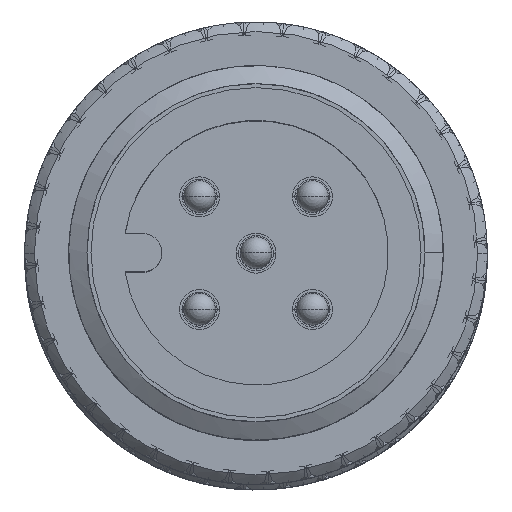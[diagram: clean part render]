
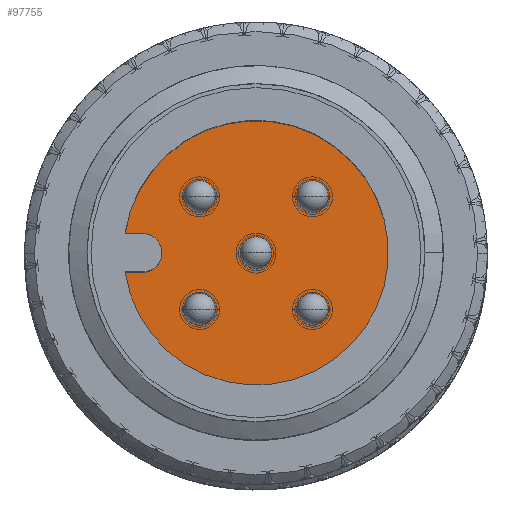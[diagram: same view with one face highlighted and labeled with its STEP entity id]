
A CAD part, top view. The second image highlights one B-rep face of the part: STEP entity #97755.
In plain terms, the highlighted planar face has unit normal (0, 0, 1).
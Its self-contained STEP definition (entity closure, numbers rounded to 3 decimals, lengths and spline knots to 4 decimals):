
#96714=CARTESIAN_POINT('',(0.,-3.55,-8.9));
#96715=DIRECTION('',(0.,0.,1.));
#96716=DIRECTION('',(1.,0.,0.));
#96717=AXIS2_PLACEMENT_3D('',#96714,#96715,#96716);
#96719=DIRECTION('',(0.,-1.,0.));
#96720=VECTOR('',#96719,0.5564);
#96721=CARTESIAN_POINT('',(-0.6,-3.55,-8.9));
#96722=LINE('',#96721,#96720);
#96723=DIRECTION('',(0.,1.,0.));
#96724=VECTOR('',#96723,0.5564);
#96725=CARTESIAN_POINT('',(0.6,-4.1064,-8.9));
#96726=LINE('',#96725,#96724);
#96727=CARTESIAN_POINT('',(1.7678,1.7678,-8.9));
#96728=DIRECTION('',(0.,0.,1.));
#96729=DIRECTION('',(1.,0.,0.));
#96730=AXIS2_PLACEMENT_3D('',#96727,#96728,#96729);
#96732=CARTESIAN_POINT('',(1.7678,1.7678,-8.9));
#96733=DIRECTION('',(0.,0.,1.));
#96734=DIRECTION('',(-1.,0.,0.));
#96735=AXIS2_PLACEMENT_3D('',#96732,#96733,#96734);
#96737=CARTESIAN_POINT('',(1.7678,-1.7678,-8.9));
#96738=DIRECTION('',(0.,0.,1.));
#96739=DIRECTION('',(1.,0.,0.));
#96740=AXIS2_PLACEMENT_3D('',#96737,#96738,#96739);
#96742=CARTESIAN_POINT('',(1.7678,-1.7678,-8.9));
#96743=DIRECTION('',(0.,0.,1.));
#96744=DIRECTION('',(-1.,0.,0.));
#96745=AXIS2_PLACEMENT_3D('',#96742,#96743,#96744);
#96747=CARTESIAN_POINT('',(-1.7678,-1.7678,-8.9));
#96748=DIRECTION('',(0.,0.,1.));
#96749=DIRECTION('',(1.,0.,0.));
#96750=AXIS2_PLACEMENT_3D('',#96747,#96748,#96749);
#96752=CARTESIAN_POINT('',(-1.7678,-1.7678,-8.9));
#96753=DIRECTION('',(0.,0.,1.));
#96754=DIRECTION('',(-1.,0.,0.));
#96755=AXIS2_PLACEMENT_3D('',#96752,#96753,#96754);
#96757=CARTESIAN_POINT('',(-1.7678,1.7678,-8.9));
#96758=DIRECTION('',(0.,0.,1.));
#96759=DIRECTION('',(1.,0.,0.));
#96760=AXIS2_PLACEMENT_3D('',#96757,#96758,#96759);
#96762=CARTESIAN_POINT('',(-1.7678,1.7678,-8.9));
#96763=DIRECTION('',(0.,0.,1.));
#96764=DIRECTION('',(-1.,0.,0.));
#96765=AXIS2_PLACEMENT_3D('',#96762,#96763,#96764);
#96767=CARTESIAN_POINT('',(0.,0.,-8.9));
#96768=DIRECTION('',(0.,0.,1.));
#96769=DIRECTION('',(1.,0.,0.));
#96770=AXIS2_PLACEMENT_3D('',#96767,#96768,#96769);
#96772=CARTESIAN_POINT('',(0.,0.,-8.9));
#96773=DIRECTION('',(0.,0.,1.));
#96774=DIRECTION('',(-1.,0.,0.));
#96775=AXIS2_PLACEMENT_3D('',#96772,#96773,#96774);
#96781=CARTESIAN_POINT('',(0.,0.,-8.9));
#96782=DIRECTION('',(0.,0.,1.));
#96783=DIRECTION('',(0.145,-0.989,0.));
#96784=AXIS2_PLACEMENT_3D('',#96781,#96782,#96783);
#96969=CARTESIAN_POINT('',(0.6,-4.1064,-8.9));
#96971=VERTEX_POINT('',#96969);
#96972=CARTESIAN_POINT('',(0.6,-3.55,-8.9));
#96973=CARTESIAN_POINT('',(-0.6,-3.55,-8.9));
#96974=VERTEX_POINT('',#96972);
#96975=VERTEX_POINT('',#96973);
#96976=CARTESIAN_POINT('',(-0.6,-4.1064,-8.9));
#96977=VERTEX_POINT('',#96976);
#96980=CARTESIAN_POINT('',(2.1428,1.7678,-8.9));
#96981=CARTESIAN_POINT('',(1.3928,1.7678,-8.9));
#96982=VERTEX_POINT('',#96980);
#96983=VERTEX_POINT('',#96981);
#96984=CARTESIAN_POINT('',(2.1428,-1.7678,-8.9));
#96985=CARTESIAN_POINT('',(1.3928,-1.7678,-8.9));
#96986=VERTEX_POINT('',#96984);
#96987=VERTEX_POINT('',#96985);
#96988=CARTESIAN_POINT('',(-1.3928,-1.7678,-8.9));
#96989=CARTESIAN_POINT('',(-2.1428,-1.7678,-8.9));
#96990=VERTEX_POINT('',#96988);
#96991=VERTEX_POINT('',#96989);
#96992=CARTESIAN_POINT('',(-1.3928,1.7678,-8.9));
#96993=CARTESIAN_POINT('',(-2.1428,1.7678,-8.9));
#96994=VERTEX_POINT('',#96992);
#96995=VERTEX_POINT('',#96993);
#97044=CARTESIAN_POINT('',(0.375,0.,-8.9));
#97045=CARTESIAN_POINT('',(-0.375,0.,-8.9));
#97046=VERTEX_POINT('',#97044);
#97047=VERTEX_POINT('',#97045);
#97712=CARTESIAN_POINT('',(0.,0.,-8.9));
#97713=DIRECTION('',(0.,0.,-1.));
#97714=DIRECTION('',(0.,-1.,0.));
#97715=AXIS2_PLACEMENT_3D('',#97712,#97713,#97714);
#97716=PLANE('',#97715);
#97718=ORIENTED_EDGE('',*,*,#97717,.T.);
#97720=ORIENTED_EDGE('',*,*,#97719,.T.);
#97722=ORIENTED_EDGE('',*,*,#97721,.F.);
#97724=ORIENTED_EDGE('',*,*,#97723,.T.);
#97725=EDGE_LOOP('',(#97718,#97720,#97722,#97724));
#97726=FACE_OUTER_BOUND('',#97725,.F.);
#97727=ORIENTED_EDGE('',*,*,#97692,.T.);
#97728=ORIENTED_EDGE('',*,*,#97706,.T.);
#97729=EDGE_LOOP('',(#97727,#97728));
#97730=FACE_BOUND('',#97729,.F.);
#97732=ORIENTED_EDGE('',*,*,#97731,.T.);
#97734=ORIENTED_EDGE('',*,*,#97733,.T.);
#97735=EDGE_LOOP('',(#97732,#97734));
#97736=FACE_BOUND('',#97735,.F.);
#97738=ORIENTED_EDGE('',*,*,#97737,.T.);
#97740=ORIENTED_EDGE('',*,*,#97739,.T.);
#97741=EDGE_LOOP('',(#97738,#97740));
#97742=FACE_BOUND('',#97741,.F.);
#97744=ORIENTED_EDGE('',*,*,#97743,.T.);
#97746=ORIENTED_EDGE('',*,*,#97745,.T.);
#97747=EDGE_LOOP('',(#97744,#97746));
#97748=FACE_BOUND('',#97747,.F.);
#97750=ORIENTED_EDGE('',*,*,#97749,.T.);
#97752=ORIENTED_EDGE('',*,*,#97751,.T.);
#97753=EDGE_LOOP('',(#97750,#97752));
#97754=FACE_BOUND('',#97753,.F.);
#97755=ADVANCED_FACE('',(#97726,#97730,#97736,#97742,#97748,#97754),#97716,.F.);
#96718=CIRCLE('',#96717,0.6);
#96731=CIRCLE('',#96730,0.375);
#96736=CIRCLE('',#96735,0.375);
#96741=CIRCLE('',#96740,0.375);
#96746=CIRCLE('',#96745,0.375);
#96751=CIRCLE('',#96750,0.375);
#96756=CIRCLE('',#96755,0.375);
#96761=CIRCLE('',#96760,0.375);
#96766=CIRCLE('',#96765,0.375);
#96771=CIRCLE('',#96770,0.375);
#96776=CIRCLE('',#96775,0.375);
#96785=CIRCLE('',#96784,4.15);
#97692=EDGE_CURVE('',#96982,#96983,#96731,.T.);
#97706=EDGE_CURVE('',#96983,#96982,#96736,.T.);
#97717=EDGE_CURVE('',#96974,#96975,#96718,.T.);
#97719=EDGE_CURVE('',#96975,#96977,#96722,.T.);
#97721=EDGE_CURVE('',#96971,#96977,#96785,.T.);
#97723=EDGE_CURVE('',#96971,#96974,#96726,.T.);
#97731=EDGE_CURVE('',#96986,#96987,#96741,.T.);
#97733=EDGE_CURVE('',#96987,#96986,#96746,.T.);
#97737=EDGE_CURVE('',#96990,#96991,#96751,.T.);
#97739=EDGE_CURVE('',#96991,#96990,#96756,.T.);
#97743=EDGE_CURVE('',#96994,#96995,#96761,.T.);
#97745=EDGE_CURVE('',#96995,#96994,#96766,.T.);
#97749=EDGE_CURVE('',#97046,#97047,#96771,.T.);
#97751=EDGE_CURVE('',#97047,#97046,#96776,.T.);
